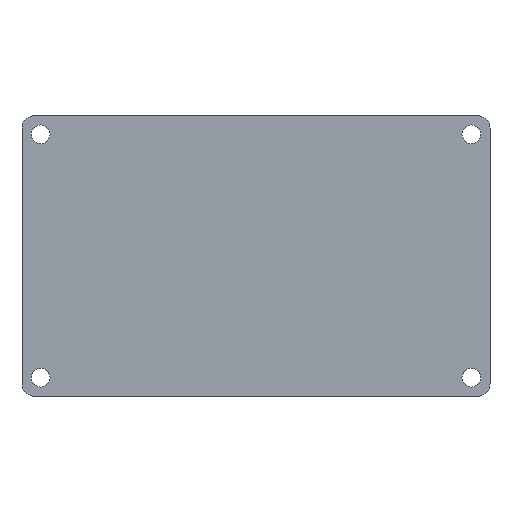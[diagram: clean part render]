
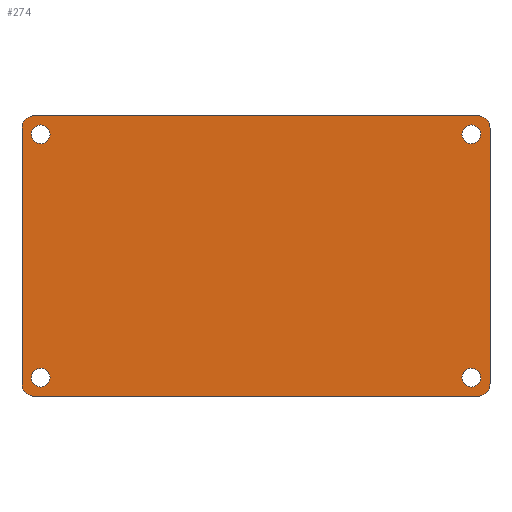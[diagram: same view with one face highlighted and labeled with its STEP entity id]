
A CAD part, top view. The second image highlights one B-rep face of the part: STEP entity #274.
In plain terms, the highlighted planar face has unit normal (0, 0, 1).
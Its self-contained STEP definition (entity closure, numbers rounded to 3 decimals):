
#19=FACE_BOUND('',#61,.T.);
#20=FACE_BOUND('',#62,.T.);
#21=FACE_BOUND('',#63,.T.);
#22=FACE_BOUND('',#64,.T.);
#28=PLANE('',#318);
#42=FACE_OUTER_BOUND('',#60,.T.);
#60=EDGE_LOOP('',(#241,#242,#243,#244,#245,#246,#247,#248));
#61=EDGE_LOOP('',(#249));
#62=EDGE_LOOP('',(#250));
#63=EDGE_LOOP('',(#251));
#64=EDGE_LOOP('',(#252));
#75=LINE('',#451,#95);
#80=LINE('',#465,#100);
#83=LINE('',#472,#103);
#84=LINE('',#474,#104);
#95=VECTOR('',#371,10.);
#100=VECTOR('',#386,10.);
#103=VECTOR('',#395,10.);
#104=VECTOR('',#398,10.);
#106=CIRCLE('',#291,1.5);
#108=CIRCLE('',#294,1.5);
#110=CIRCLE('',#297,1.5);
#112=CIRCLE('',#300,1.5);
#113=CIRCLE('',#302,2.);
#118=CIRCLE('',#310,2.);
#119=CIRCLE('',#312,2.);
#120=CIRCLE('',#315,2.);
#122=VERTEX_POINT('',#405);
#124=VERTEX_POINT('',#411);
#126=VERTEX_POINT('',#417);
#128=VERTEX_POINT('',#423);
#129=VERTEX_POINT('',#427);
#130=VERTEX_POINT('',#428);
#139=VERTEX_POINT('',#450);
#140=VERTEX_POINT('',#454);
#141=VERTEX_POINT('',#458);
#142=VERTEX_POINT('',#459);
#143=VERTEX_POINT('',#464);
#144=VERTEX_POINT('',#468);
#147=EDGE_CURVE('',#122,#122,#106,.T.);
#150=EDGE_CURVE('',#124,#124,#108,.T.);
#153=EDGE_CURVE('',#126,#126,#110,.T.);
#156=EDGE_CURVE('',#128,#128,#112,.T.);
#157=EDGE_CURVE('',#129,#130,#113,.T.);
#168=EDGE_CURVE('',#139,#130,#75,.T.);
#170=EDGE_CURVE('',#139,#140,#118,.T.);
#172=EDGE_CURVE('',#141,#142,#119,.T.);
#175=EDGE_CURVE('',#143,#142,#80,.T.);
#177=EDGE_CURVE('',#143,#144,#120,.T.);
#179=EDGE_CURVE('',#141,#140,#83,.T.);
#180=EDGE_CURVE('',#129,#144,#84,.T.);
#241=ORIENTED_EDGE('',*,*,#157,.F.);
#242=ORIENTED_EDGE('',*,*,#180,.T.);
#243=ORIENTED_EDGE('',*,*,#177,.F.);
#244=ORIENTED_EDGE('',*,*,#175,.T.);
#245=ORIENTED_EDGE('',*,*,#172,.F.);
#246=ORIENTED_EDGE('',*,*,#179,.T.);
#247=ORIENTED_EDGE('',*,*,#170,.F.);
#248=ORIENTED_EDGE('',*,*,#168,.T.);
#249=ORIENTED_EDGE('',*,*,#147,.T.);
#250=ORIENTED_EDGE('',*,*,#150,.T.);
#251=ORIENTED_EDGE('',*,*,#153,.T.);
#252=ORIENTED_EDGE('',*,*,#156,.T.);
#274=ADVANCED_FACE('',(#42,#19,#20,#21,#22),#28,.T.);
#291=AXIS2_PLACEMENT_3D('',#407,#326,#327);
#294=AXIS2_PLACEMENT_3D('',#413,#333,#334);
#297=AXIS2_PLACEMENT_3D('',#419,#340,#341);
#300=AXIS2_PLACEMENT_3D('',#425,#347,#348);
#302=AXIS2_PLACEMENT_3D('',#429,#351,#352);
#310=AXIS2_PLACEMENT_3D('',#455,#375,#376);
#312=AXIS2_PLACEMENT_3D('',#460,#380,#381);
#315=AXIS2_PLACEMENT_3D('',#469,#390,#391);
#318=AXIS2_PLACEMENT_3D('',#475,#399,#400);
#326=DIRECTION('center_axis',(0.,0.,-1.));
#327=DIRECTION('ref_axis',(-1.,0.,0.));
#333=DIRECTION('center_axis',(0.,0.,-1.));
#334=DIRECTION('ref_axis',(-1.,0.,0.));
#340=DIRECTION('center_axis',(0.,0.,-1.));
#341=DIRECTION('ref_axis',(-1.,0.,0.));
#347=DIRECTION('center_axis',(0.,0.,-1.));
#348=DIRECTION('ref_axis',(-1.,0.,0.));
#351=DIRECTION('center_axis',(0.,0.,-1.));
#352=DIRECTION('ref_axis',(0.707,0.707,0.));
#371=DIRECTION('',(0.,1.,0.));
#375=DIRECTION('center_axis',(0.,0.,-1.));
#376=DIRECTION('ref_axis',(0.707,-0.707,0.));
#380=DIRECTION('center_axis',(0.,0.,-1.));
#381=DIRECTION('ref_axis',(-0.707,-0.707,0.));
#386=DIRECTION('',(0.,-1.,0.));
#390=DIRECTION('center_axis',(0.,0.,-1.));
#391=DIRECTION('ref_axis',(-0.707,0.707,0.));
#395=DIRECTION('',(1.,0.,0.));
#398=DIRECTION('',(-1.,0.,0.));
#399=DIRECTION('center_axis',(0.,0.,1.));
#400=DIRECTION('ref_axis',(1.,0.,0.));
#405=CARTESIAN_POINT('',(73.5,42.,10.));
#407=CARTESIAN_POINT('Origin',(72.,42.,10.));
#411=CARTESIAN_POINT('',(73.5,3.,10.));
#413=CARTESIAN_POINT('Origin',(72.,3.,10.));
#417=CARTESIAN_POINT('',(4.5,42.,10.));
#419=CARTESIAN_POINT('Origin',(3.,42.,10.));
#423=CARTESIAN_POINT('',(4.5,3.,10.));
#425=CARTESIAN_POINT('Origin',(3.,3.,10.));
#427=CARTESIAN_POINT('',(73.,45.,10.));
#428=CARTESIAN_POINT('',(75.,43.,10.));
#429=CARTESIAN_POINT('Origin',(73.,43.,10.));
#450=CARTESIAN_POINT('',(75.,2.,10.));
#451=CARTESIAN_POINT('',(75.,0.,10.));
#454=CARTESIAN_POINT('',(73.,0.,10.));
#455=CARTESIAN_POINT('Origin',(73.,2.,10.));
#458=CARTESIAN_POINT('',(2.,0.,10.));
#459=CARTESIAN_POINT('',(0.,2.,10.));
#460=CARTESIAN_POINT('Origin',(2.,2.,10.));
#464=CARTESIAN_POINT('',(0.,43.,10.));
#465=CARTESIAN_POINT('',(0.,45.,10.));
#468=CARTESIAN_POINT('',(2.,45.,10.));
#469=CARTESIAN_POINT('Origin',(2.,43.,10.));
#472=CARTESIAN_POINT('',(0.,0.,10.));
#474=CARTESIAN_POINT('',(75.,45.,10.));
#475=CARTESIAN_POINT('Origin',(37.5,22.5,10.));
